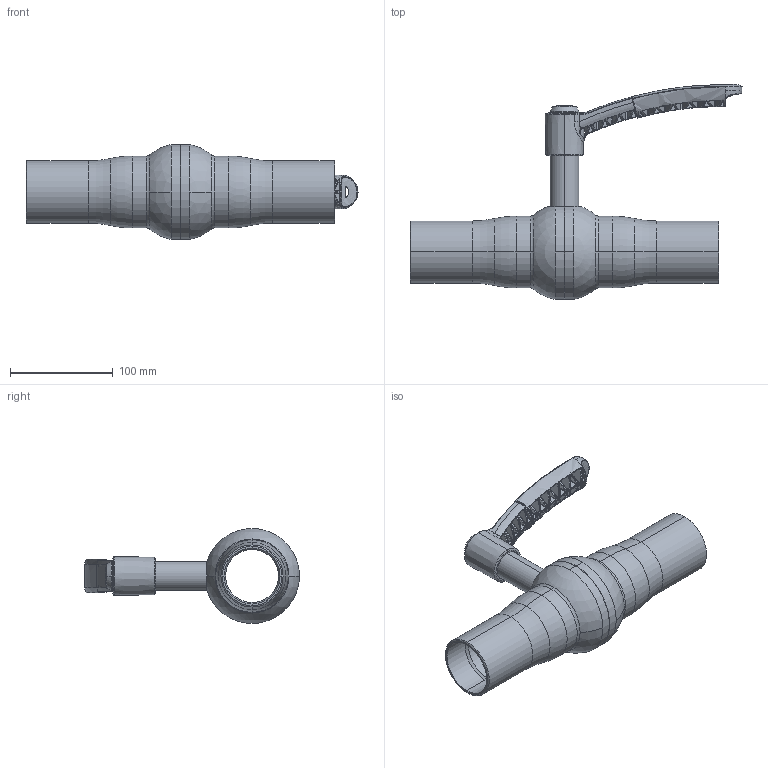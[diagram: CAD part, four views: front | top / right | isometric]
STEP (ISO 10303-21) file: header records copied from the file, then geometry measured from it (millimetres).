
FILE_DESCRIPTION (( 'STEP AP214' ), '1' );
FILE_NAME ('8600240050 010.step', '2025-05-29T08:16:58', ( '' ), ( '' ), 'SwSTEP 2.0', 'SolidWorks 2023', '' );
FILE_SCHEMA (( 'AUTOMOTIVE_DESIGN' ));
Length unit declared in the file: millimetre
Products named in the file (1): 8600240050 010
Bounding box: 322.43 x 208.82 x 92.2 mm (x, y, z)
Surface area: 129067.1 mm2 (no closed solid volume)
Topology: 0 solids, 18 shells, 604 faces, 2129 edges, 1505 vertices
Faces by surface type: bspline 275, plane 152, cylinder 86, cone 53, torus 33, sphere 5
Entity records: 36484 total; most frequent: CARTESIAN_POINT 21916, ORIENTED_EDGE 3115, DIRECTION 2168, EDGE_CURVE 2129, VERTEX_POINT 1505, B_SPLINE_CURVE_WITH_KNOTS 1047, AXIS2_PLACEMENT_3D 856, EDGE_LOOP 659
